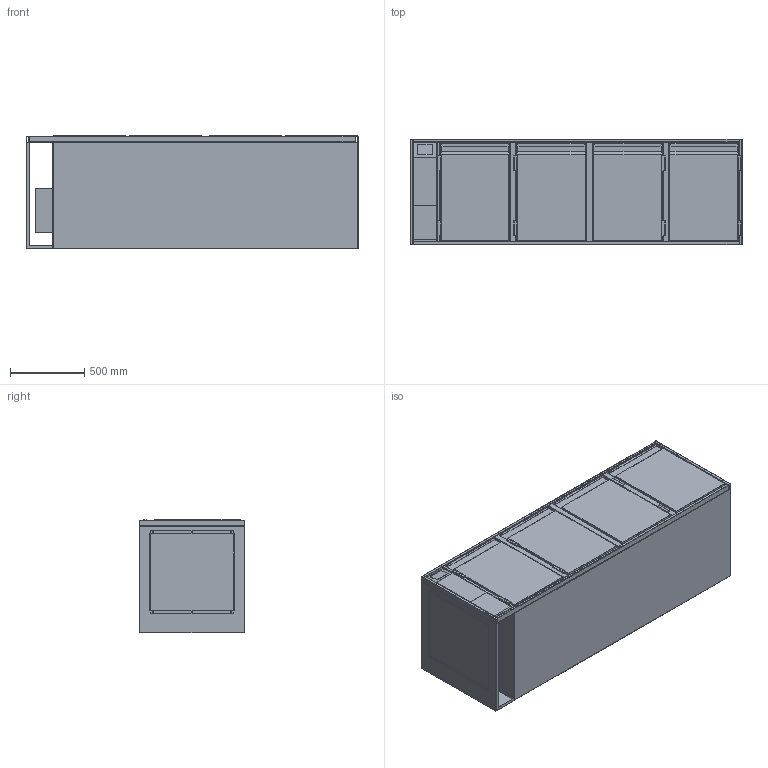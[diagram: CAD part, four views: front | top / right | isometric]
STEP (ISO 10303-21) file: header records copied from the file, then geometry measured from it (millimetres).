
FILE_DESCRIPTION (( 'STEP AP203' ), '1' );
FILE_NAME ('G-BKZ-4-71-L-4T.step', '2024-02-26T13:33:18', ( '' ), ( '' ), 'SwSTEP 2.0', 'SolidWorks 2023', '' );
FILE_SCHEMA (( 'CONFIG_CONTROL_DESIGN' ));
Length unit declared in the file: millimetre
Products named in the file (10): 18-06-35404_TUER-460-655-L; 20-03-43319_G-BK-Einbauelement-Tür-475-760-710-L; G-BKZ-4-71-L-4T; 24-02-55012_G-KT-Korpus-2060-760-710-L; 24-02-55011_G-KT-Fach-Z-L-180-760-710; 21-01-47565_G-KT-FRR-710-2240--2060B-180; 20-03-43319_G-BK-Einbauelement-Tür-475-760-710-R; 18-06-35404_TUER-460-655-R; 20-03-43318_G-KT-Rahmen-Tür-475-710; 20-03-43331_G-KT-Auflage-475-760-ohne-Rost
Assembly tree (21 placements, depth 3):
  G-BKZ-4-71-L-4T
    24-02-55012_G-KT-Korpus-2060-760-710-L
    21-01-47565_G-KT-FRR-710-2240--2060B-180
    24-02-55011_G-KT-Fach-Z-L-180-760-710
    20-03-43319_G-BK-Einbauelement-Tür-475-760-710-L  x2
      20-03-43318_G-KT-Rahmen-Tür-475-710
      18-06-35404_TUER-460-655-L
      20-03-43331_G-KT-Auflage-475-760-ohne-Rost
    20-03-43319_G-BK-Einbauelement-Tür-475-760-710-R  x2
      20-03-43318_G-KT-Rahmen-Tür-475-710
      18-06-35404_TUER-460-655-R
      20-03-43331_G-KT-Auflage-475-760-ohne-Rost
Bounding box: 2241 x 710 x 767.5 mm (x, y, z)
Volume: 50982579 mm3; surface area: 23939639.6 mm2
Topology: 48 solids, 57 shells, 1574 faces, 3670 edges, 2176 vertices
Faces by surface type: plane 956, cylinder 468, torus 64, sphere 58, bspline 28
Entity records: 20098 total; most frequent: CARTESIAN_POINT 3723, DIRECTION 3208, ORIENTED_EDGE 3048, EDGE_CURVE 1526, AXIS2_PLACEMENT_3D 1109, LINE 990, VECTOR 990, VERTEX_POINT 940
